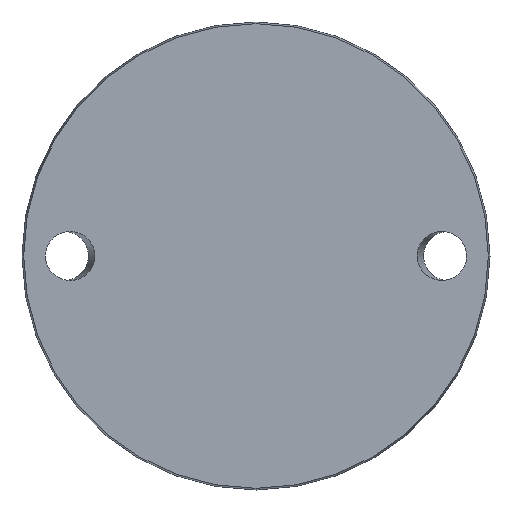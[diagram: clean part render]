
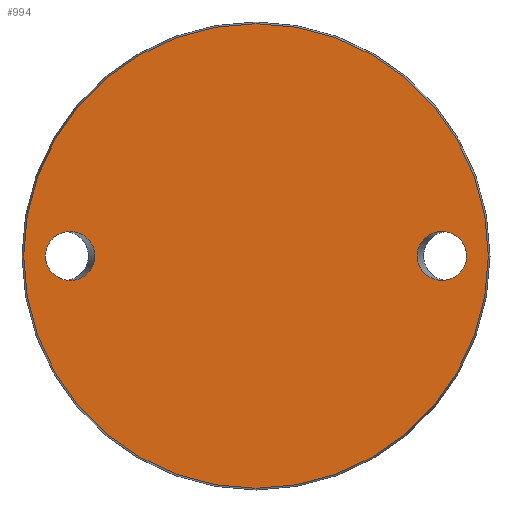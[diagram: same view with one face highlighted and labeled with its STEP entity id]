
A CAD part, front view. The second image highlights one B-rep face of the part: STEP entity #994.
In plain terms, the highlighted planar face has unit normal (0, -1, 0).
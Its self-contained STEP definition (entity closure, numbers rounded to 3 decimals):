
#8 = CARTESIAN_POINT ( 'NONE',  ( -78.425, 0., 0. ) ) ;
#24 = CIRCLE ( 'NONE', #437, 78.425 ) ;
#61 = CARTESIAN_POINT ( 'NONE',  ( 54.385, 0., 0. ) ) ;
#65 = CARTESIAN_POINT ( 'NONE',  ( -71.115, 0., 0. ) ) ;
#71 = CARTESIAN_POINT ( 'NONE',  ( -54.385, 0., 0. ) ) ;
#141 = VERTEX_POINT ( 'NONE', #467 ) ;
#148 = AXIS2_PLACEMENT_3D ( 'NONE', #8, #239, #881 ) ;
#154 = EDGE_CURVE ( 'NONE', #141, #141, #24, .T. ) ;
#187 = CARTESIAN_POINT ( 'NONE',  ( 0., 0., 0. ) ) ;
#217 = ORIENTED_EDGE ( 'NONE', *, *, #842, .F. ) ;
#224 = FACE_BOUND ( 'NONE', #553, .T. ) ;
#231 = CARTESIAN_POINT ( 'NONE',  ( 54.385, 0., 0. ) ) ;
#239 = DIRECTION ( 'NONE',  ( 0., 1., 0. ) ) ;
#316 =( BOUNDED_CURVE ( )  B_SPLINE_CURVE ( 3, ( #61, #934, #858, #379, #458, #543, #770 ),
 .UNSPECIFIED., .T., .F. ) 
 B_SPLINE_CURVE_WITH_KNOTS ( ( 4, 3, 4 ),
 ( 0., 3.142, 6.283 ),
 .UNSPECIFIED. ) 
 CURVE ( )  GEOMETRIC_REPRESENTATION_ITEM ( )  RATIONAL_B_SPLINE_CURVE ( ( 1., 0.333, 0.333, 1., 0.333, 0.333, 1. ) ) 
 REPRESENTATION_ITEM ( '' )  );
#350 = EDGE_CURVE ( 'NONE', #790, #790, #476, .T. ) ;
#379 = CARTESIAN_POINT ( 'NONE',  ( 71.115, 0., 0. ) ) ;
#382 = CARTESIAN_POINT ( 'NONE',  ( -71.115, 0., 0. ) ) ;
#399 = EDGE_LOOP ( 'NONE', ( #1030 ) ) ;
#437 = AXIS2_PLACEMENT_3D ( 'NONE', #187, #996, #854 ) ;
#458 = CARTESIAN_POINT ( 'NONE',  ( 71.115, 0., 16.5 ) ) ;
#464 = FACE_BOUND ( 'NONE', #399, .T. ) ;
#467 = CARTESIAN_POINT ( 'NONE',  ( 0., 0., -78.425 ) ) ;
#476 =( BOUNDED_CURVE ( )  B_SPLINE_CURVE ( 3, ( #382, #548, #875, #71, #1034, #644, #903 ),
 .UNSPECIFIED., .T., .F. ) 
 B_SPLINE_CURVE_WITH_KNOTS ( ( 4, 3, 4 ),
 ( 0., 3.142, 6.283 ),
 .UNSPECIFIED. ) 
 CURVE ( )  GEOMETRIC_REPRESENTATION_ITEM ( )  RATIONAL_B_SPLINE_CURVE ( ( 1., 0.333, 0.333, 1., 0.333, 0.333, 1. ) ) 
 REPRESENTATION_ITEM ( '' )  );
#488 = PLANE ( 'NONE',  #148 ) ;
#516 = ORIENTED_EDGE ( 'NONE', *, *, #154, .T. ) ;
#543 = CARTESIAN_POINT ( 'NONE',  ( 54.385, 0., 16.5 ) ) ;
#548 = CARTESIAN_POINT ( 'NONE',  ( -71.115, 0., 16.5 ) ) ;
#553 = EDGE_LOOP ( 'NONE', ( #217 ) ) ;
#644 = CARTESIAN_POINT ( 'NONE',  ( -71.115, 0., -16.5 ) ) ;
#770 = CARTESIAN_POINT ( 'NONE',  ( 54.385, 0., 0. ) ) ;
#790 = VERTEX_POINT ( 'NONE', #65 ) ;
#842 = EDGE_CURVE ( 'NONE', #962, #962, #316, .T. ) ;
#854 = DIRECTION ( 'NONE',  ( 0., 0., -1. ) ) ;
#858 = CARTESIAN_POINT ( 'NONE',  ( 71.115, 0., -16.5 ) ) ;
#875 = CARTESIAN_POINT ( 'NONE',  ( -54.385, 0., 16.5 ) ) ;
#881 = DIRECTION ( 'NONE',  ( 0., 0., 1. ) ) ;
#895 = EDGE_LOOP ( 'NONE', ( #516 ) ) ;
#903 = CARTESIAN_POINT ( 'NONE',  ( -71.115, 0., 0. ) ) ;
#934 = CARTESIAN_POINT ( 'NONE',  ( 54.385, 0., -16.5 ) ) ;
#962 = VERTEX_POINT ( 'NONE', #231 ) ;
#970 = FACE_OUTER_BOUND ( 'NONE', #895, .T. ) ;
#994 = ADVANCED_FACE ( 'NONE', ( #464, #224, #970 ), #488, .F. ) ;
#996 = DIRECTION ( 'NONE',  ( 0., -1., 0. ) ) ;
#1030 = ORIENTED_EDGE ( 'NONE', *, *, #350, .T. ) ;
#1034 = CARTESIAN_POINT ( 'NONE',  ( -54.385, 0., -16.5 ) ) ;
